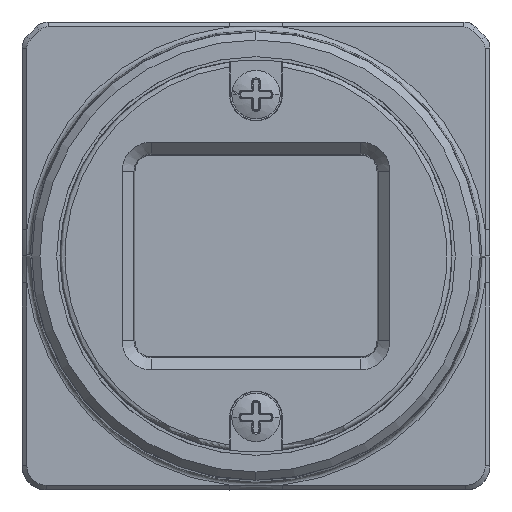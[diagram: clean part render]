
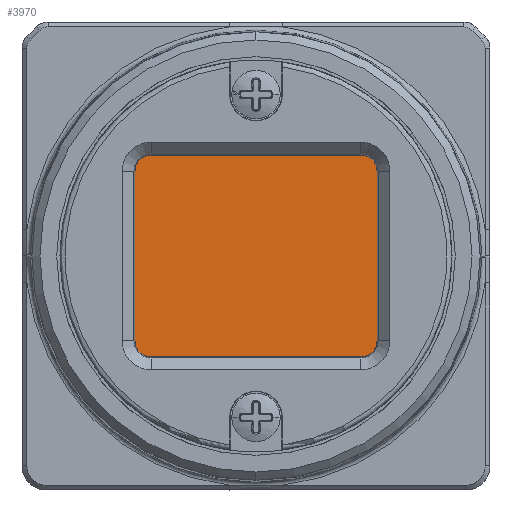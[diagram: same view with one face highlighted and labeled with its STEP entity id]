
A CAD part, front view. The second image highlights one B-rep face of the part: STEP entity #3970.
In plain terms, the highlighted planar face has unit normal (0, -1, 0).
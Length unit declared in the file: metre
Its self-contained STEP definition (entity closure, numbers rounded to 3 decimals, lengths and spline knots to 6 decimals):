
#3970=ADVANCED_FACE('0:4429',(#9973),#9974,.F.);
#9973=FACE_OUTER_BOUND('',#20476,.T.);
#9974=PLANE('',#20477);
#20476=EDGE_LOOP('',(#37304,#37305,#37306,#37307,#37308,#37309,#37310,#37311));
#20477=AXIS2_PLACEMENT_3D('',#37312,#37313,#37314);
#37304=ORIENTED_EDGE('',*,*,#44198,.T.);
#37305=ORIENTED_EDGE('',*,*,#44199,.F.);
#37306=ORIENTED_EDGE('',*,*,#44200,.T.);
#37307=ORIENTED_EDGE('',*,*,#44201,.F.);
#37308=ORIENTED_EDGE('',*,*,#44202,.T.);
#37309=ORIENTED_EDGE('',*,*,#44203,.F.);
#37310=ORIENTED_EDGE('',*,*,#44204,.T.);
#37311=ORIENTED_EDGE('',*,*,#44205,.F.);
#37312=CARTESIAN_POINT('',(0.000002,-0.017541,0.018141));
#37313=DIRECTION('',(0.,1.0,0.));
#37314=DIRECTION('',(0.0,0.,-1.0));
#44198=EDGE_CURVE('0:17737',#51653,#51654,#51655,.T.);
#44199=EDGE_CURVE('0:17740',#51656,#51654,#51657,.T.);
#44200=EDGE_CURVE('0:17743',#51656,#51658,#51659,.T.);
#44201=EDGE_CURVE('0:17746',#51660,#51658,#51661,.T.);
#44202=EDGE_CURVE('0:17749',#51660,#51662,#51663,.T.);
#44203=EDGE_CURVE('0:17752',#51664,#51662,#51665,.T.);
#44204=EDGE_CURVE('0:17755',#51664,#51666,#51667,.T.);
#44205=EDGE_CURVE('0:17758',#51653,#51666,#51668,.T.);
#51653=VERTEX_POINT('',#65202);
#51654=VERTEX_POINT('',#65203);
#51655=CIRCLE('',#65204,0.0005);
#51656=VERTEX_POINT('',#65205);
#51657=LINE('',#65206,#65207);
#51658=VERTEX_POINT('',#65208);
#51659=CIRCLE('',#65209,0.0005);
#51660=VERTEX_POINT('',#65210);
#51661=LINE('',#65211,#65212);
#51662=VERTEX_POINT('',#65213);
#51663=CIRCLE('',#65214,0.0005);
#51664=VERTEX_POINT('',#65215);
#51665=LINE('',#65216,#65217);
#51666=VERTEX_POINT('',#65218);
#51667=CIRCLE('',#65219,0.0005);
#51668=LINE('',#65220,#65221);
#65202=CARTESIAN_POINT('',(-0.007398,-0.017541,0.025041));
#65203=CARTESIAN_POINT('',(-0.007898,-0.017541,0.024541));
#65204=AXIS2_PLACEMENT_3D('',#73892,#73893,#73894);
#65205=CARTESIAN_POINT('',(-0.007898,-0.017541,0.011741));
#65206=CARTESIAN_POINT('',(-0.007898,-0.017541,0.011741));
#65207=VECTOR('',#73895,0.0128);
#65208=CARTESIAN_POINT('',(-0.007398,-0.017541,0.011241));
#65209=AXIS2_PLACEMENT_3D('',#73896,#73897,#73898);
#65210=CARTESIAN_POINT('',(0.007402,-0.017541,0.011241));
#65211=CARTESIAN_POINT('',(0.007402,-0.017541,0.011241));
#65212=VECTOR('',#73899,0.0148);
#65213=CARTESIAN_POINT('',(0.007902,-0.017541,0.011741));
#65214=AXIS2_PLACEMENT_3D('',#73900,#73901,#73902);
#65215=CARTESIAN_POINT('',(0.007902,-0.017541,0.024541));
#65216=CARTESIAN_POINT('',(0.007902,-0.017541,0.024541));
#65217=VECTOR('',#73903,0.0128);
#65218=CARTESIAN_POINT('',(0.007402,-0.017541,0.025041));
#65219=AXIS2_PLACEMENT_3D('',#73904,#73905,#73906);
#65220=CARTESIAN_POINT('',(-0.007398,-0.017541,0.025041));
#65221=VECTOR('',#73907,0.0148);
#73892=CARTESIAN_POINT('',(-0.007398,-0.017541,0.024541));
#73893=DIRECTION('',(0.,-1.0,0.));
#73894=DIRECTION('',(0.,0.,1.0));
#73895=DIRECTION('',(0.,0.,1.0));
#73896=CARTESIAN_POINT('',(-0.007398,-0.017541,0.011741));
#73897=DIRECTION('',(0.,-1.0,0.));
#73898=DIRECTION('',(-1.0,0.,0.));
#73899=DIRECTION('',(-1.0,0.,0.));
#73900=CARTESIAN_POINT('',(0.007402,-0.017541,0.011741));
#73901=DIRECTION('',(0.,-1.0,0.));
#73902=DIRECTION('',(0.,0.,-1.0));
#73903=DIRECTION('',(0.,0.,-1.0));
#73904=CARTESIAN_POINT('',(0.007402,-0.017541,0.024541));
#73905=DIRECTION('',(0.,-1.0,0.));
#73906=DIRECTION('',(1.0,0.,0.));
#73907=DIRECTION('',(1.0,0.,0.));
